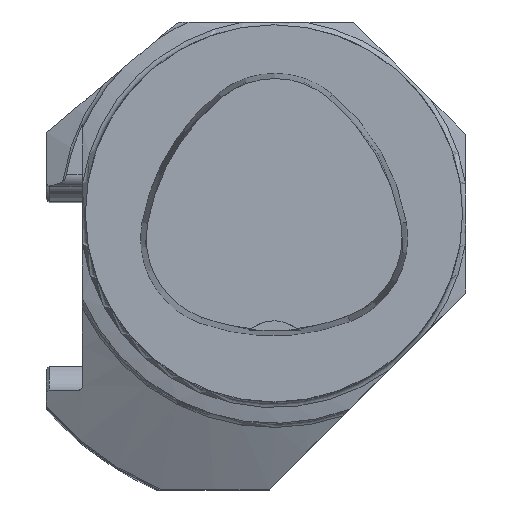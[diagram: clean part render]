
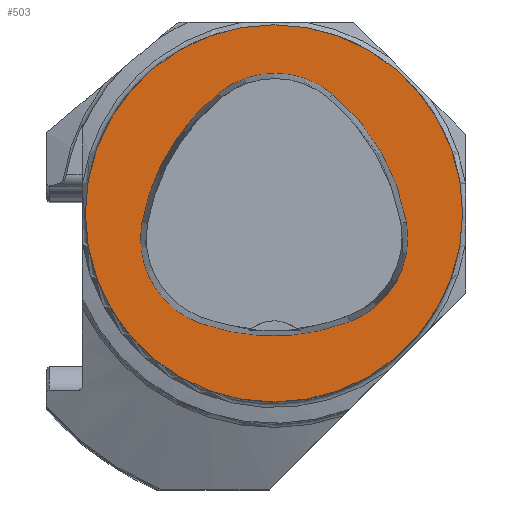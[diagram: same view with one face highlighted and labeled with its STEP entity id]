
A CAD part, top view. The second image highlights one B-rep face of the part: STEP entity #503.
In plain terms, the highlighted planar face has unit normal (0, 0, 1).
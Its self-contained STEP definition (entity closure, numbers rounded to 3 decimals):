
#76=FACE_BOUND('',#736,.T.);
#77=FACE_BOUND('',#737,.T.);
#133=PLANE('',#2006);
#503=ADVANCED_FACE('',(#76,#77),#133,.T.);
#736=EDGE_LOOP('',(#1280,#1281,#1282,#1283,#1284,#1285));
#737=EDGE_LOOP('',(#1286));
#802=CIRCLE('',#1919,31.5);
#817=CIRCLE('',#1984,36.);
#819=CIRCLE('',#1987,15.);
#821=CIRCLE('',#1990,36.);
#823=CIRCLE('',#1993,15.);
#827=CIRCLE('',#1998,36.);
#829=CIRCLE('',#2001,15.);
#1280=ORIENTED_EDGE('',*,*,#1748,.T.);
#1281=ORIENTED_EDGE('',*,*,#1728,.T.);
#1282=ORIENTED_EDGE('',*,*,#1732,.T.);
#1283=ORIENTED_EDGE('',*,*,#1735,.T.);
#1284=ORIENTED_EDGE('',*,*,#1738,.T.);
#1285=ORIENTED_EDGE('',*,*,#1746,.T.);
#1286=ORIENTED_EDGE('',*,*,#1656,.F.);
#1456=VERTEX_POINT('',#3049);
#1492=VERTEX_POINT('',#3260);
#1493=VERTEX_POINT('',#3261);
#1496=VERTEX_POINT('',#3269);
#1498=VERTEX_POINT('',#3275);
#1500=VERTEX_POINT('',#3281);
#1507=VERTEX_POINT('',#3302);
#1656=EDGE_CURVE('',#1456,#1456,#802,.T.);
#1728=EDGE_CURVE('',#1492,#1493,#817,.T.);
#1732=EDGE_CURVE('',#1493,#1496,#819,.T.);
#1735=EDGE_CURVE('',#1496,#1498,#821,.T.);
#1738=EDGE_CURVE('',#1498,#1500,#823,.T.);
#1746=EDGE_CURVE('',#1500,#1507,#827,.T.);
#1748=EDGE_CURVE('',#1507,#1492,#829,.T.);
#1919=AXIS2_PLACEMENT_3D('',#3048,#2254,#2255);
#1984=AXIS2_PLACEMENT_3D('',#3259,#2427,#2428);
#1987=AXIS2_PLACEMENT_3D('',#3268,#2435,#2436);
#1990=AXIS2_PLACEMENT_3D('',#3274,#2442,#2443);
#1993=AXIS2_PLACEMENT_3D('',#3280,#2449,#2450);
#1998=AXIS2_PLACEMENT_3D('',#3303,#2461,#2462);
#2001=AXIS2_PLACEMENT_3D('',#3306,#2467,#2468);
#2006=AXIS2_PLACEMENT_3D('',#3311,#2477,#2478);
#2254=DIRECTION('',(0.,0.,-1.));
#2255=DIRECTION('',(-1.,0.,0.));
#2427=DIRECTION('',(0.,0.,-1.));
#2428=DIRECTION('',(-1.,0.,0.));
#2435=DIRECTION('',(0.,0.,-1.));
#2436=DIRECTION('',(-1.,0.,0.));
#2442=DIRECTION('',(0.,0.,-1.));
#2443=DIRECTION('',(-1.,0.,0.));
#2449=DIRECTION('',(0.,0.,-1.));
#2450=DIRECTION('',(-1.,0.,0.));
#2461=DIRECTION('',(0.,0.,-1.));
#2462=DIRECTION('',(-1.,0.,0.));
#2467=DIRECTION('',(0.,0.,-1.));
#2468=DIRECTION('',(-1.,0.,0.));
#2477=DIRECTION('',(0.,0.,1.));
#2478=DIRECTION('',(1.,0.,0.));
#3048=CARTESIAN_POINT('',(0.,0.,0.));
#3049=CARTESIAN_POINT('',(-31.5,0.,0.));
#3259=CARTESIAN_POINT('',(13.398,-7.893,0.));
#3260=CARTESIAN_POINT('',(-22.041,-1.562,0.));
#3261=CARTESIAN_POINT('',(-9.317,20.036,0.));
#3268=CARTESIAN_POINT('',(0.148,8.399,0.));
#3269=CARTESIAN_POINT('',(9.779,19.898,0.));
#3274=CARTESIAN_POINT('',(-13.337,-7.7,0.));
#3275=CARTESIAN_POINT('',(22.122,-1.48,0.));
#3280=CARTESIAN_POINT('',(7.347,-4.071,0.));
#3281=CARTESIAN_POINT('',(12.693,-18.087,0.));
#3302=CARTESIAN_POINT('',(-12.373,-18.307,0.));
#3303=CARTESIAN_POINT('',(-0.137,15.55,0.));
#3306=CARTESIAN_POINT('',(-7.275,-4.2,0.));
#3311=CARTESIAN_POINT('',(0.,0.,0.));
